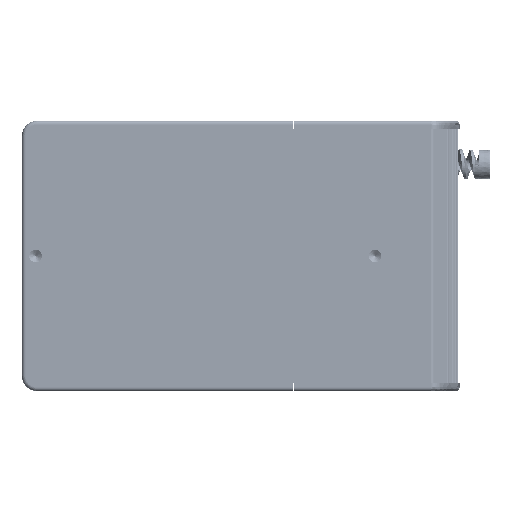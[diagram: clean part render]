
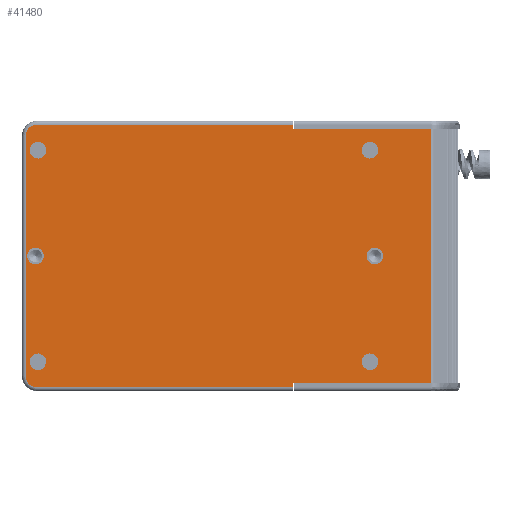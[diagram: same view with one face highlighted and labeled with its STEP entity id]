
A CAD part, left-side view. The second image highlights one B-rep face of the part: STEP entity #41480.
In plain terms, the highlighted face is planar.
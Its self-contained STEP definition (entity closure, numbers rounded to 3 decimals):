
#40291=CARTESIAN_POINT('',(43.,77.375,-1.59));
#40292=DIRECTION('',(0.,0.,-1.));
#40293=DIRECTION('',(1.,0.,0.));
#40294=AXIS2_PLACEMENT_3D('',#40291,#40292,#40293);
#40296=CARTESIAN_POINT('',(43.,77.375,-1.59));
#40297=DIRECTION('',(0.,0.,-1.));
#40298=DIRECTION('',(-1.,0.,0.));
#40299=AXIS2_PLACEMENT_3D('',#40296,#40297,#40298);
#40301=CARTESIAN_POINT('',(-43.,77.375,-1.59));
#40302=DIRECTION('',(0.,0.,-1.));
#40303=DIRECTION('',(1.,0.,0.));
#40304=AXIS2_PLACEMENT_3D('',#40301,#40302,#40303);
#40306=CARTESIAN_POINT('',(-43.,77.375,-1.59));
#40307=DIRECTION('',(0.,0.,-1.));
#40308=DIRECTION('',(-1.,0.,0.));
#40309=AXIS2_PLACEMENT_3D('',#40306,#40307,#40308);
#40311=CARTESIAN_POINT('',(43.,-57.625,-1.59));
#40312=DIRECTION('',(0.,0.,-1.));
#40313=DIRECTION('',(1.,0.,0.));
#40314=AXIS2_PLACEMENT_3D('',#40311,#40312,#40313);
#40316=CARTESIAN_POINT('',(43.,-57.625,-1.59));
#40317=DIRECTION('',(0.,0.,-1.));
#40318=DIRECTION('',(-1.,0.,0.));
#40319=AXIS2_PLACEMENT_3D('',#40316,#40317,#40318);
#40321=CARTESIAN_POINT('',(-43.,-57.625,-1.59));
#40322=DIRECTION('',(0.,0.,-1.));
#40323=DIRECTION('',(1.,0.,0.));
#40324=AXIS2_PLACEMENT_3D('',#40321,#40322,#40323);
#40326=CARTESIAN_POINT('',(-43.,-57.625,-1.59));
#40327=DIRECTION('',(0.,0.,-1.));
#40328=DIRECTION('',(-1.,0.,0.));
#40329=AXIS2_PLACEMENT_3D('',#40326,#40327,#40328);
#40331=CARTESIAN_POINT('',(0.,78.375,-1.59));
#40332=DIRECTION('',(0.,0.,-1.));
#40333=DIRECTION('',(-1.,0.,0.));
#40334=AXIS2_PLACEMENT_3D('',#40331,#40332,#40333);
#40336=CARTESIAN_POINT('',(0.,78.375,-1.59));
#40337=DIRECTION('',(0.,0.,-1.));
#40338=DIRECTION('',(1.,0.,0.));
#40339=AXIS2_PLACEMENT_3D('',#40336,#40337,#40338);
#40341=CARTESIAN_POINT('',(0.,-59.625,-1.59));
#40342=DIRECTION('',(0.,0.,-1.));
#40343=DIRECTION('',(-1.,0.,0.));
#40344=AXIS2_PLACEMENT_3D('',#40341,#40342,#40343);
#40346=CARTESIAN_POINT('',(0.,-59.625,-1.59));
#40347=DIRECTION('',(0.,0.,-1.));
#40348=DIRECTION('',(1.,0.,0.));
#40349=AXIS2_PLACEMENT_3D('',#40346,#40347,#40348);
#40351=DIRECTION('',(0.,-1.,0.));
#40352=VECTOR('',#40351,104.25);
#40353=CARTESIAN_POINT('',(53.425,77.875,-1.59));
#40354=LINE('',#40353,#40352);
#40355=CARTESIAN_POINT('',(48.925,77.875,-1.59));
#40356=DIRECTION('',(0.,0.,-1.));
#40357=DIRECTION('',(0.,1.,0.));
#40358=AXIS2_PLACEMENT_3D('',#40355,#40356,#40357);
#40360=DIRECTION('',(1.,0.,0.));
#40361=VECTOR('',#40360,97.85);
#40362=CARTESIAN_POINT('',(-48.925,82.375,-1.59));
#40363=LINE('',#40362,#40361);
#40364=CARTESIAN_POINT('',(-48.925,77.875,-1.59));
#40365=DIRECTION('',(0.,0.,-1.));
#40366=DIRECTION('',(-1.,0.,0.));
#40367=AXIS2_PLACEMENT_3D('',#40364,#40365,#40366);
#40369=DIRECTION('',(0.,1.,0.));
#40370=VECTOR('',#40369,104.25);
#40371=CARTESIAN_POINT('',(-53.425,-26.375,-1.59));
#40372=LINE('',#40371,#40370);
#40373=DIRECTION('',(1.,0.,0.));
#40374=VECTOR('',#40373,1.925);
#40375=CARTESIAN_POINT('',(-53.425,-26.375,-1.59));
#40376=LINE('',#40375,#40374);
#40377=DIRECTION('',(0.,1.,0.));
#40378=VECTOR('',#40377,55.91);
#40379=CARTESIAN_POINT('',(-51.5,-82.285,-1.59));
#40380=LINE('',#40379,#40378);
#40381=DIRECTION('',(1.,0.,0.));
#40382=VECTOR('',#40381,103.);
#40383=CARTESIAN_POINT('',(-51.5,-82.285,-1.59));
#40384=LINE('',#40383,#40382);
#40385=DIRECTION('',(0.,1.,0.));
#40386=VECTOR('',#40385,55.91);
#40387=CARTESIAN_POINT('',(51.5,-82.285,-1.59));
#40388=LINE('',#40387,#40386);
#40389=DIRECTION('',(-1.,0.,0.));
#40390=VECTOR('',#40389,1.925);
#40391=CARTESIAN_POINT('',(53.425,-26.375,-1.59));
#40392=LINE('',#40391,#40390);
#41154=CARTESIAN_POINT('',(-51.5,-26.375,-1.59));
#41156=VERTEX_POINT('',#41154);
#41158=CARTESIAN_POINT('',(51.5,-26.375,-1.59));
#41160=VERTEX_POINT('',#41158);
#41213=CARTESIAN_POINT('',(46.25,77.375,-1.59));
#41214=CARTESIAN_POINT('',(39.75,77.375,-1.59));
#41215=VERTEX_POINT('',#41213);
#41216=VERTEX_POINT('',#41214);
#41225=CARTESIAN_POINT('',(-39.75,77.375,-1.59));
#41226=CARTESIAN_POINT('',(-46.25,77.375,-1.59));
#41227=VERTEX_POINT('',#41225);
#41228=VERTEX_POINT('',#41226);
#41237=CARTESIAN_POINT('',(46.25,-57.625,-1.59));
#41238=CARTESIAN_POINT('',(39.75,-57.625,-1.59));
#41239=VERTEX_POINT('',#41237);
#41240=VERTEX_POINT('',#41238);
#41249=CARTESIAN_POINT('',(-39.75,-57.625,-1.59));
#41250=CARTESIAN_POINT('',(-46.25,-57.625,-1.59));
#41251=VERTEX_POINT('',#41249);
#41252=VERTEX_POINT('',#41250);
#41257=CARTESIAN_POINT('',(-3.38,78.375,-1.59));
#41258=CARTESIAN_POINT('',(3.38,78.375,-1.59));
#41259=VERTEX_POINT('',#41257);
#41260=VERTEX_POINT('',#41258);
#41261=CARTESIAN_POINT('',(-3.38,-59.625,-1.59));
#41262=CARTESIAN_POINT('',(3.38,-59.625,-1.59));
#41263=VERTEX_POINT('',#41261);
#41264=VERTEX_POINT('',#41262);
#41282=CARTESIAN_POINT('',(51.5,-82.285,-1.59));
#41284=VERTEX_POINT('',#41282);
#41285=CARTESIAN_POINT('',(-51.5,-82.285,-1.59));
#41286=VERTEX_POINT('',#41285);
#41289=CARTESIAN_POINT('',(53.425,-26.375,-1.59));
#41291=VERTEX_POINT('',#41289);
#41295=CARTESIAN_POINT('',(53.425,77.875,-1.59));
#41296=VERTEX_POINT('',#41295);
#41297=CARTESIAN_POINT('',(48.925,82.375,-1.59));
#41298=VERTEX_POINT('',#41297);
#41301=CARTESIAN_POINT('',(-48.925,82.375,-1.59));
#41302=VERTEX_POINT('',#41301);
#41305=CARTESIAN_POINT('',(-53.425,77.875,-1.59));
#41306=VERTEX_POINT('',#41305);
#41310=CARTESIAN_POINT('',(-53.425,-26.375,-1.59));
#41312=VERTEX_POINT('',#41310);
#41417=CARTESIAN_POINT('',(0.,0.,-1.59));
#41418=DIRECTION('',(0.,0.,1.));
#41419=DIRECTION('',(1.,0.,0.));
#41420=AXIS2_PLACEMENT_3D('',#41417,#41418,#41419);
#41421=PLANE('',#41420);
#41423=ORIENTED_EDGE('',*,*,#41422,.F.);
#41425=ORIENTED_EDGE('',*,*,#41424,.F.);
#41427=ORIENTED_EDGE('',*,*,#41426,.F.);
#41429=ORIENTED_EDGE('',*,*,#41428,.F.);
#41431=ORIENTED_EDGE('',*,*,#41430,.F.);
#41433=ORIENTED_EDGE('',*,*,#41432,.T.);
#41435=ORIENTED_EDGE('',*,*,#41434,.F.);
#41437=ORIENTED_EDGE('',*,*,#41436,.T.);
#41439=ORIENTED_EDGE('',*,*,#41438,.T.);
#41441=ORIENTED_EDGE('',*,*,#41440,.F.);
#41442=EDGE_LOOP('',(#41423,#41425,#41427,#41429,#41431,#41433,#41435,#41437,
#41439,#41441));
#41443=FACE_OUTER_BOUND('',#41442,.F.);
#41445=ORIENTED_EDGE('',*,*,#41444,.T.);
#41447=ORIENTED_EDGE('',*,*,#41446,.T.);
#41448=EDGE_LOOP('',(#41445,#41447));
#41449=FACE_BOUND('',#41448,.F.);
#41451=ORIENTED_EDGE('',*,*,#41450,.T.);
#41453=ORIENTED_EDGE('',*,*,#41452,.T.);
#41454=EDGE_LOOP('',(#41451,#41453));
#41455=FACE_BOUND('',#41454,.F.);
#41457=ORIENTED_EDGE('',*,*,#41456,.T.);
#41459=ORIENTED_EDGE('',*,*,#41458,.T.);
#41460=EDGE_LOOP('',(#41457,#41459));
#41461=FACE_BOUND('',#41460,.F.);
#41463=ORIENTED_EDGE('',*,*,#41462,.T.);
#41465=ORIENTED_EDGE('',*,*,#41464,.T.);
#41466=EDGE_LOOP('',(#41463,#41465));
#41467=FACE_BOUND('',#41466,.F.);
#41469=ORIENTED_EDGE('',*,*,#41468,.T.);
#41471=ORIENTED_EDGE('',*,*,#41470,.T.);
#41472=EDGE_LOOP('',(#41469,#41471));
#41473=FACE_BOUND('',#41472,.F.);
#41475=ORIENTED_EDGE('',*,*,#41474,.T.);
#41477=ORIENTED_EDGE('',*,*,#41476,.T.);
#41478=EDGE_LOOP('',(#41475,#41477));
#41479=FACE_BOUND('',#41478,.F.);
#41480=ADVANCED_FACE('',(#41443,#41449,#41455,#41461,#41467,#41473,#41479),
#41421,.F.);
#40295=CIRCLE('',#40294,3.25);
#40300=CIRCLE('',#40299,3.25);
#40305=CIRCLE('',#40304,3.25);
#40310=CIRCLE('',#40309,3.25);
#40315=CIRCLE('',#40314,3.25);
#40320=CIRCLE('',#40319,3.25);
#40325=CIRCLE('',#40324,3.25);
#40330=CIRCLE('',#40329,3.25);
#40335=CIRCLE('',#40334,3.38);
#40340=CIRCLE('',#40339,3.38);
#40345=CIRCLE('',#40344,3.38);
#40350=CIRCLE('',#40349,3.38);
#40359=CIRCLE('',#40358,4.5);
#40368=CIRCLE('',#40367,4.5);
#41422=EDGE_CURVE('',#41296,#41291,#40354,.T.);
#41424=EDGE_CURVE('',#41298,#41296,#40359,.T.);
#41426=EDGE_CURVE('',#41302,#41298,#40363,.T.);
#41428=EDGE_CURVE('',#41306,#41302,#40368,.T.);
#41430=EDGE_CURVE('',#41312,#41306,#40372,.T.);
#41432=EDGE_CURVE('',#41312,#41156,#40376,.T.);
#41434=EDGE_CURVE('',#41286,#41156,#40380,.T.);
#41436=EDGE_CURVE('',#41286,#41284,#40384,.T.);
#41438=EDGE_CURVE('',#41284,#41160,#40388,.T.);
#41440=EDGE_CURVE('',#41291,#41160,#40392,.T.);
#41444=EDGE_CURVE('',#41227,#41228,#40305,.T.);
#41446=EDGE_CURVE('',#41228,#41227,#40310,.T.);
#41450=EDGE_CURVE('',#41239,#41240,#40315,.T.);
#41452=EDGE_CURVE('',#41240,#41239,#40320,.T.);
#41456=EDGE_CURVE('',#41251,#41252,#40325,.T.);
#41458=EDGE_CURVE('',#41252,#41251,#40330,.T.);
#41462=EDGE_CURVE('',#41259,#41260,#40335,.T.);
#41464=EDGE_CURVE('',#41260,#41259,#40340,.T.);
#41468=EDGE_CURVE('',#41263,#41264,#40345,.T.);
#41470=EDGE_CURVE('',#41264,#41263,#40350,.T.);
#41474=EDGE_CURVE('',#41215,#41216,#40295,.T.);
#41476=EDGE_CURVE('',#41216,#41215,#40300,.T.);
